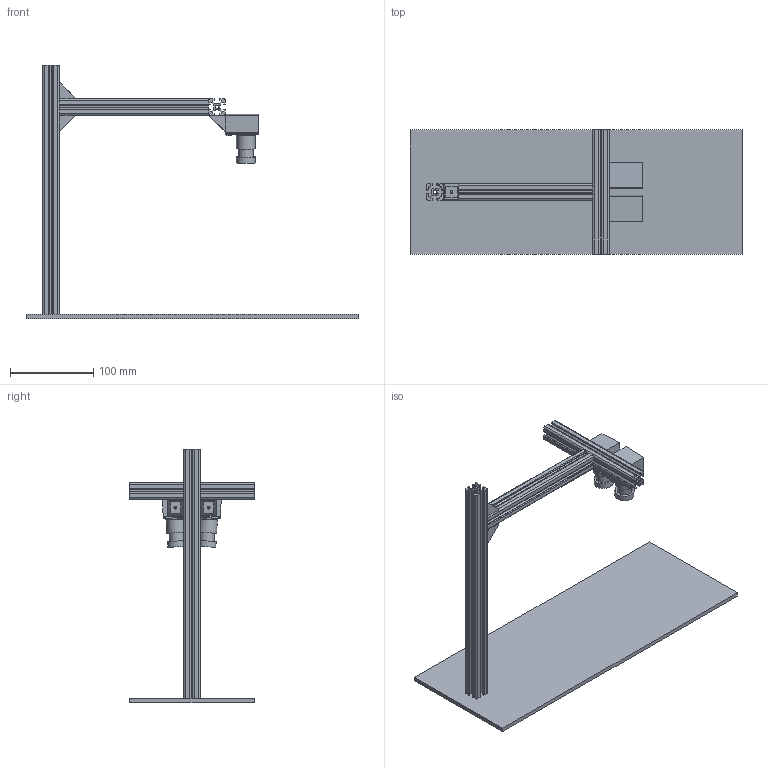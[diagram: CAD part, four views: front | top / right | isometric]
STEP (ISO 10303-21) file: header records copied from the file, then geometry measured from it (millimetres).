
FILE_DESCRIPTION(/* description */ (''),/* implementation_level */ '2;1');
FILE_NAME(/* name */ 'SteroNinja Stand v6.step',/* time_stamp */ '2021-06-14T13:03:12+02:00',/* author */ (''),/* organization */ (''),/* preprocessor_version */ 'ST-DEVELOPER v18.1',/* originating_system */ 'Autodesk Translation Framework v10.9.0.1377',/* authorisation */ '');
FILE_SCHEMA (('AUTOMOTIVE_DESIGN { 1 0 10303 214 3 1 1 }'));
Length unit declared in the file: millimetre
Products named in the file (8): SteroNinja Stand; Alu Extrusion 20x20mm 150mm; Alu Extrusion 20x20mm 300mm; Alu Extrusion 20x20mm 300mm (1); BasePlate; Corner bracket 20x20; CameraBlock; Camera
Assembly tree (12 placements, depth 2):
  SteroNinja Stand
    Alu Extrusion 20x20mm 150mm
    Alu Extrusion 20x20mm 300mm
    Alu Extrusion 20x20mm 300mm (1)
    BasePlate
    Corner bracket 20x20  x4
    CameraBlock  x2
    Camera  x2
Bounding box: 400 x 150 x 305 mm (x, y, z)
Volume: 496391.8 mm3; surface area: 263646.5 mm2
Topology: 12 solids, 12 shells, 364 faces, 961 edges, 640 vertices
Faces by surface type: plane 227, cylinder 135, cone 2
Full cylindrical faces by diameter (mm): 3.5 x8, 4.234 x2, 4.293 x3, 5.5 x1, 10 x1, 18 x4, 23 x4
Entity records: 9419 total; most frequent: DIRECTION 1638, CARTESIAN_POINT 1612, ORIENTED_EDGE 1568, EDGE_CURVE 784, AXIS2_PLACEMENT_3D 549, LINE 540, VECTOR 540, VERTEX_POINT 523
